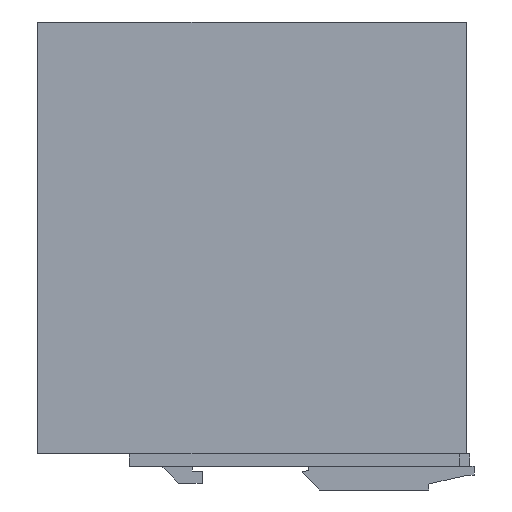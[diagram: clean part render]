
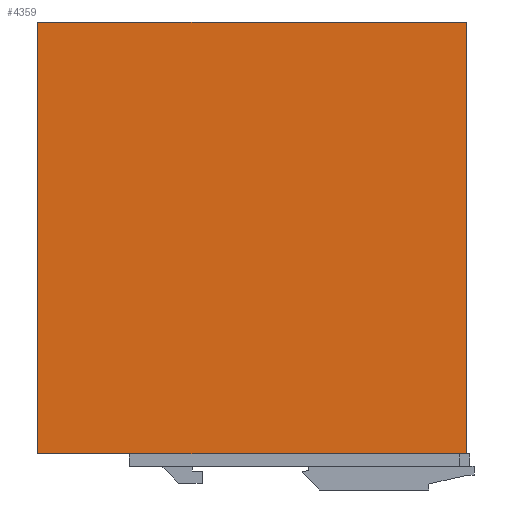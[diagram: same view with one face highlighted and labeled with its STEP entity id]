
A CAD part, left-side view. The second image highlights one B-rep face of the part: STEP entity #4359.
In plain terms, the highlighted planar face has unit normal (-1, 0, 0).
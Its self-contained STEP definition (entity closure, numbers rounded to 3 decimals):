
#1243 = VECTOR ( 'NONE', #19740, 1000. ) ;
#2279 = FACE_OUTER_BOUND ( 'NONE', #4021, .T. ) ;
#3650 = VERTEX_POINT ( 'NONE', #21532 ) ;
#4021 = EDGE_LOOP ( 'NONE', ( #16627, #8796, #11398, #5631 ) ) ;
#4359 = ADVANCED_FACE ( 'NONE', ( #2279 ), #28954, .T. ) ;
#5542 = DIRECTION ( 'NONE',  ( 0., -1., 0. ) ) ;
#5631 = ORIENTED_EDGE ( 'NONE', *, *, #13376, .F. ) ;
#6272 = DIRECTION ( 'NONE',  ( 0., 0., 1. ) ) ;
#6476 = CARTESIAN_POINT ( 'NONE',  ( -47.5, -63.5, 0. ) ) ;
#6772 = LINE ( 'NONE', #16441, #28544 ) ;
#8796 = ORIENTED_EDGE ( 'NONE', *, *, #22751, .F. ) ;
#8943 = VERTEX_POINT ( 'NONE', #11263 ) ;
#9271 = LINE ( 'NONE', #16050, #10920 ) ;
#9743 = LINE ( 'NONE', #23458, #29044 ) ;
#10253 = VERTEX_POINT ( 'NONE', #20890 ) ;
#10920 = VECTOR ( 'NONE', #26567, 1000. ) ;
#11263 = CARTESIAN_POINT ( 'NONE',  ( -47.5, 63.5, -127.9 ) ) ;
#11398 = ORIENTED_EDGE ( 'NONE', *, *, #22822, .F. ) ;
#13108 = LINE ( 'NONE', #6476, #1243 ) ;
#13376 = EDGE_CURVE ( 'NONE', #8943, #10253, #9271, .T. ) ;
#13741 = CARTESIAN_POINT ( 'NONE',  ( -47.5, -63.5, -127.9 ) ) ;
#14323 = DIRECTION ( 'NONE',  ( 0., 1., 0. ) ) ;
#14495 = VERTEX_POINT ( 'NONE', #13741 ) ;
#16050 = CARTESIAN_POINT ( 'NONE',  ( -47.5, 63.5, 0. ) ) ;
#16441 = CARTESIAN_POINT ( 'NONE',  ( -47.5, -63.5, 0. ) ) ;
#16627 = ORIENTED_EDGE ( 'NONE', *, *, #23950, .F. ) ;
#17901 = DIRECTION ( 'NONE',  ( -1., 0., 0. ) ) ;
#19740 = DIRECTION ( 'NONE',  ( 0., 0., -1. ) ) ;
#20594 = AXIS2_PLACEMENT_3D ( 'NONE', #22182, #17901, #6272 ) ;
#20890 = CARTESIAN_POINT ( 'NONE',  ( -47.5, 63.5, 0. ) ) ;
#21532 = CARTESIAN_POINT ( 'NONE',  ( -47.5, -63.5, 0. ) ) ;
#22182 = CARTESIAN_POINT ( 'NONE',  ( -47.5, 0., 0. ) ) ;
#22751 = EDGE_CURVE ( 'NONE', #3650, #14495, #13108, .T. ) ;
#22822 = EDGE_CURVE ( 'NONE', #10253, #3650, #6772, .T. ) ;
#23458 = CARTESIAN_POINT ( 'NONE',  ( -47.5, -63.5, -127.9 ) ) ;
#23950 = EDGE_CURVE ( 'NONE', #14495, #8943, #9743, .T. ) ;
#26567 = DIRECTION ( 'NONE',  ( 0., 0., 1. ) ) ;
#28544 = VECTOR ( 'NONE', #5542, 1000. ) ;
#28954 = PLANE ( 'NONE',  #20594 ) ;
#29044 = VECTOR ( 'NONE', #14323, 1000. ) ;
